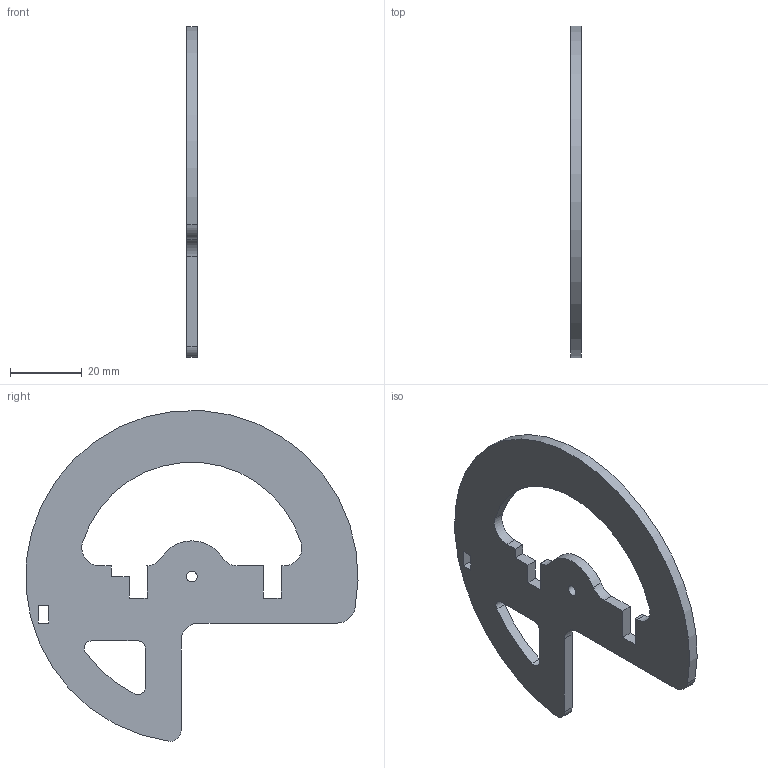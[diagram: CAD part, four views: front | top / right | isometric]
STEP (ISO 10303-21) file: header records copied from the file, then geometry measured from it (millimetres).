
FILE_DESCRIPTION(/* description */ (''),/* implementation_level */ '2;1');
FILE_NAME(/* name */ 'Electronics Chassis Side.stp',/* time_stamp */ '2015-01-16T15:53:20-08:00',/* author */ ('Evil Brian'),/* organization */ (''),/* preprocessor_version */ 'ST-DEVELOPER v15.6',/* originating_system */ 'Autodesk Inventor 2015',/* authorisation */ '');
FILE_SCHEMA (('AUTOMOTIVE_DESIGN { 1 0 10303 214 3 1 1 }'));
Length unit declared in the file: millimetre
Products named in the file (1): Electronics Chassis Side
Bounding box: 3 x 92.87 x 92.49 mm (x, y, z)
Volume: 11955.2 mm3; surface area: 9703.3 mm2
Topology: 1 solids, 1 shells, 37 faces, 105 edges, 70 vertices
Faces by surface type: plane 22, cylinder 15
Full cylindrical faces by diameter (mm): 3 x1
Entity records: 1244 total; most frequent: CARTESIAN_POINT 212, DIRECTION 210, ORIENTED_EDGE 208, EDGE_CURVE 104, LINE 74, VECTOR 74, VERTEX_POINT 70, AXIS2_PLACEMENT_3D 68
